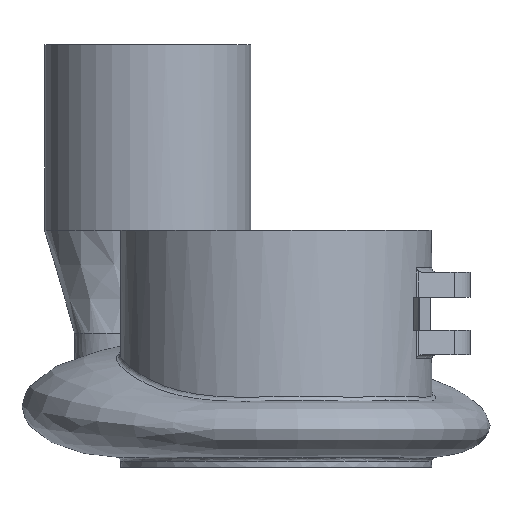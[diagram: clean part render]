
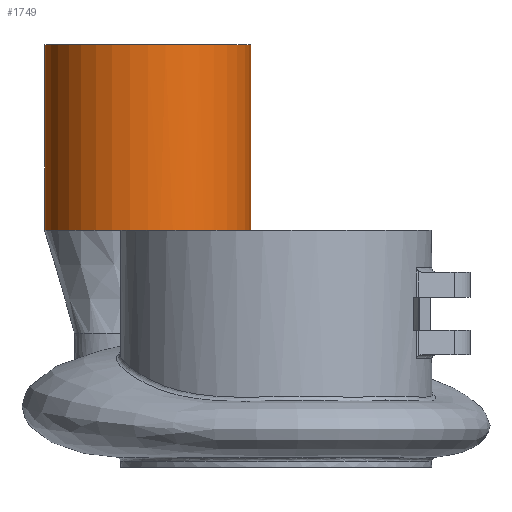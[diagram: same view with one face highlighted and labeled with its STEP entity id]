
A CAD part, left-side view. The second image highlights one B-rep face of the part: STEP entity #1749.
In plain terms, the highlighted cylindrical face has radius 25 mm (diameter 50 mm), a full revolution.
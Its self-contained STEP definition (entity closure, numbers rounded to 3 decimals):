
#289=CIRCLE('',#1903,25.);
#290=CIRCLE('',#1904,25.);
#291=CIRCLE('',#1906,25.);
#292=CIRCLE('',#1907,25.);
#293=CIRCLE('',#1909,25.);
#317=CYLINDRICAL_SURFACE('',#1908,25.);
#406=FACE_OUTER_BOUND('',#516,.T.);
#516=EDGE_LOOP('',(#1624,#1625,#1626,#1627,#1628,#1629,#1630));
#576=LINE('',#7392,#632);
#632=VECTOR('',#2257,25.);
#670=VERTEX_POINT('',#2405);
#671=VERTEX_POINT('',#2464);
#813=VERTEX_POINT('',#7285);
#814=VERTEX_POINT('',#7287);
#815=VERTEX_POINT('',#7390);
#1082=EDGE_CURVE('',#813,#814,#289,.T.);
#1083=EDGE_CURVE('',#814,#670,#290,.T.);
#1084=EDGE_CURVE('',#670,#671,#291,.T.);
#1085=EDGE_CURVE('',#671,#813,#292,.T.);
#1087=EDGE_CURVE('',#815,#815,#293,.T.);
#1088=EDGE_CURVE('',#815,#813,#576,.T.);
#1624=ORIENTED_EDGE('',*,*,#1087,.F.);
#1625=ORIENTED_EDGE('',*,*,#1088,.T.);
#1626=ORIENTED_EDGE('',*,*,#1085,.F.);
#1627=ORIENTED_EDGE('',*,*,#1084,.F.);
#1628=ORIENTED_EDGE('',*,*,#1083,.F.);
#1629=ORIENTED_EDGE('',*,*,#1082,.F.);
#1630=ORIENTED_EDGE('',*,*,#1088,.F.);
#1749=ADVANCED_FACE('',(#406),#317,.T.);
#1903=AXIS2_PLACEMENT_3D('',#7288,#2243,#2244);
#1904=AXIS2_PLACEMENT_3D('',#7289,#2245,#2246);
#1906=AXIS2_PLACEMENT_3D('',#7291,#2249,#2250);
#1907=AXIS2_PLACEMENT_3D('',#7308,#2251,#2252);
#1908=AXIS2_PLACEMENT_3D('',#7389,#2253,#2254);
#1909=AXIS2_PLACEMENT_3D('',#7391,#2255,#2256);
#2243=DIRECTION('center_axis',(0.,0.,-1.));
#2244=DIRECTION('ref_axis',(1.,0.,0.));
#2245=DIRECTION('center_axis',(0.,0.,-1.));
#2246=DIRECTION('ref_axis',(1.,0.,0.));
#2249=DIRECTION('center_axis',(0.,0.,-1.));
#2250=DIRECTION('ref_axis',(1.,0.,0.));
#2251=DIRECTION('center_axis',(0.,0.,-1.));
#2252=DIRECTION('ref_axis',(1.,0.,0.));
#2253=DIRECTION('center_axis',(0.,0.,1.));
#2254=DIRECTION('ref_axis',(1.,0.,0.));
#2255=DIRECTION('center_axis',(0.,0.,1.));
#2256=DIRECTION('ref_axis',(1.,0.,0.));
#2257=DIRECTION('',(0.,0.,-1.));
#2405=CARTESIAN_POINT('',(34.455,15.425,32.5));
#2464=CARTESIAN_POINT('',(30.586,22.126,32.5));
#7285=CARTESIAN_POINT('',(28.91,31.125,32.5));
#7287=CARTESIAN_POINT('',(34.771,15.041,32.5));
#7288=CARTESIAN_POINT('Origin',(53.91,31.125,32.5));
#7289=CARTESIAN_POINT('Origin',(53.91,31.125,32.5));
#7291=CARTESIAN_POINT('Origin',(53.91,31.125,32.5));
#7308=CARTESIAN_POINT('Origin',(53.91,31.125,32.5));
#7389=CARTESIAN_POINT('Origin',(53.91,31.125,32.5));
#7390=CARTESIAN_POINT('',(28.91,31.125,77.5));
#7391=CARTESIAN_POINT('Origin',(53.91,31.125,77.5));
#7392=CARTESIAN_POINT('',(28.91,31.125,32.5));
